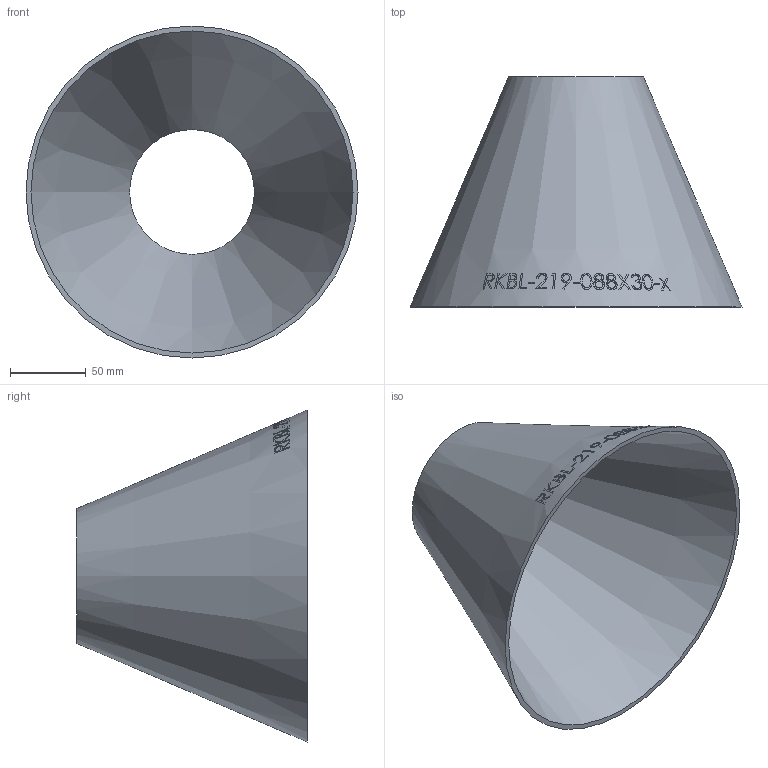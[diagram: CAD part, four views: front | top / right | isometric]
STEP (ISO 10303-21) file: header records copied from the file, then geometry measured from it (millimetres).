
FILE_DESCRIPTION (( 'STEP AP214' ), '1' );
FILE_NAME ('RK-219-088X30-x Reduzierung aus Blech 2006.STEP', '2020-06-02T11:44:04', ( '' ), ( '' ), 'SwSTEP 2.0', 'SolidWorks 2019', '' );
FILE_SCHEMA (( 'AUTOMOTIVE_DESIGN' ));
Length unit declared in the file: millimetre
Products named in the file (1): RK-219-088X30-x Reduzierung aus Blech 2006
Bounding box: 219.1 x 152 x 219.1 mm (x, y, z)
Volume: 234448.6 mm3; surface area: 159709.6 mm2
Topology: 1 solids, 1 shells, 217 faces, 564 edges, 376 vertices
Faces by surface type: bspline 186, cone 29, plane 2
Entity records: 37980 total; most frequent: CARTESIAN_POINT 32047, ORIENTED_EDGE 1124, EDGE_CURVE 562, B_SPLINE_CURVE_WITH_KNOTS 558, VERTEX_POINT 376, EDGE_LOOP 248, ADVANCED_FACE 217, FACE_OUTER_BOUND 217
